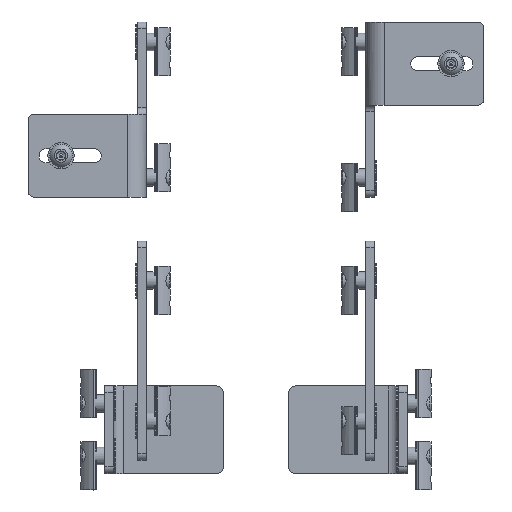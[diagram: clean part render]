
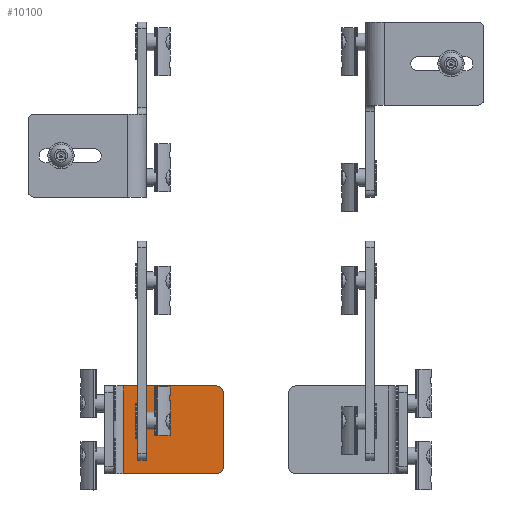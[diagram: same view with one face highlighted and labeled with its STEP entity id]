
A CAD part, top view. The second image highlights one B-rep face of the part: STEP entity #10100.
In plain terms, the highlighted planar face has unit normal (0, 0, 1).
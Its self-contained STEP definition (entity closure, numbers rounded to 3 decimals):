
#9149 = PLANE('',#9150);
#9150 = AXIS2_PLACEMENT_3D('',#9151,#9152,#9153);
#9151 = CARTESIAN_POINT('',(54.,40.,4.));
#9152 = DIRECTION('',(-1.,0.,0.));
#9153 = DIRECTION('',(0.,0.,1.));
#9174 = VERTEX_POINT('',#9175);
#9175 = CARTESIAN_POINT('',(54.,37.,4.));
#9189 = CYLINDRICAL_SURFACE('',#9190,3.);
#9190 = AXIS2_PLACEMENT_3D('',#9191,#9192,#9193);
#9191 = CARTESIAN_POINT('',(51.,37.,5.));
#9192 = DIRECTION('',(0.,0.,-1.));
#9193 = DIRECTION('',(-1.,0.,0.));
#9201 = EDGE_CURVE('',#9174,#9202,#9204,.T.);
#9202 = VERTEX_POINT('',#9203);
#9203 = CARTESIAN_POINT('',(54.,3.,4.));
#9204 = SURFACE_CURVE('',#9205,(#9209,#9216),.PCURVE_S1.);
#9205 = LINE('',#9206,#9207);
#9206 = CARTESIAN_POINT('',(54.,40.,4.));
#9207 = VECTOR('',#9208,1.);
#9208 = DIRECTION('',(0.,-1.,0.));
#9209 = PCURVE('',#9149,#9210);
#9210 = DEFINITIONAL_REPRESENTATION('',(#9211),#9215);
#9211 = LINE('',#9212,#9213);
#9212 = CARTESIAN_POINT('',(0.,0.));
#9213 = VECTOR('',#9214,1.);
#9214 = DIRECTION('',(0.,-1.));
#9215 = ( GEOMETRIC_REPRESENTATION_CONTEXT(2) 
PARAMETRIC_REPRESENTATION_CONTEXT() REPRESENTATION_CONTEXT('2D SPACE',''
  ) );
#9216 = PCURVE('',#9217,#9222);
#9217 = PLANE('',#9218);
#9218 = AXIS2_PLACEMENT_3D('',#9219,#9220,#9221);
#9219 = CARTESIAN_POINT('',(8.5,40.,4.));
#9220 = DIRECTION('',(0.,0.,-1.));
#9221 = DIRECTION('',(-1.,0.,0.));
#9222 = DEFINITIONAL_REPRESENTATION('',(#9223),#9227);
#9223 = LINE('',#9224,#9225);
#9224 = CARTESIAN_POINT('',(-45.5,0.));
#9225 = VECTOR('',#9226,1.);
#9226 = DIRECTION('',(0.,-1.));
#9227 = ( GEOMETRIC_REPRESENTATION_CONTEXT(2) 
PARAMETRIC_REPRESENTATION_CONTEXT() REPRESENTATION_CONTEXT('2D SPACE',''
  ) );
#9243 = CYLINDRICAL_SURFACE('',#9244,3.);
#9244 = AXIS2_PLACEMENT_3D('',#9245,#9246,#9247);
#9245 = CARTESIAN_POINT('',(51.,3.,5.));
#9246 = DIRECTION('',(0.,0.,-1.));
#9247 = DIRECTION('',(-1.,0.,0.));
#9343 = PLANE('',#9344);
#9344 = AXIS2_PLACEMENT_3D('',#9345,#9346,#9347);
#9345 = CARTESIAN_POINT('',(8.5,0.,8.5));
#9346 = DIRECTION('',(0.,1.,0.));
#9347 = DIRECTION('',(0.,-0.,1.));
#9457 = PLANE('',#9458);
#9458 = AXIS2_PLACEMENT_3D('',#9459,#9460,#9461);
#9459 = CARTESIAN_POINT('',(8.5,40.,8.5));
#9460 = DIRECTION('',(0.,1.,0.));
#9461 = DIRECTION('',(0.,-0.,1.));
#9708 = CYLINDRICAL_SURFACE('',#9709,4.5);
#9709 = AXIS2_PLACEMENT_3D('',#9710,#9711,#9712);
#9710 = CARTESIAN_POINT('',(8.5,40.,8.5));
#9711 = DIRECTION('',(0.,-1.,0.));
#9712 = DIRECTION('',(0.,0.,-1.));
#9769 = VERTEX_POINT('',#9770);
#9770 = CARTESIAN_POINT('',(51.,40.,4.));
#9862 = VERTEX_POINT('',#9863);
#9863 = CARTESIAN_POINT('',(8.5,40.,4.));
#9885 = EDGE_CURVE('',#9862,#9769,#9886,.T.);
#9886 = SURFACE_CURVE('',#9887,(#9891,#9898),.PCURVE_S1.);
#9887 = LINE('',#9888,#9889);
#9888 = CARTESIAN_POINT('',(8.5,40.,4.));
#9889 = VECTOR('',#9890,1.);
#9890 = DIRECTION('',(1.,0.,0.));
#9891 = PCURVE('',#9457,#9892);
#9892 = DEFINITIONAL_REPRESENTATION('',(#9893),#9897);
#9893 = LINE('',#9894,#9895);
#9894 = CARTESIAN_POINT('',(-4.5,0.));
#9895 = VECTOR('',#9896,1.);
#9896 = DIRECTION('',(0.,1.));
#9897 = ( GEOMETRIC_REPRESENTATION_CONTEXT(2) 
PARAMETRIC_REPRESENTATION_CONTEXT() REPRESENTATION_CONTEXT('2D SPACE',''
  ) );
#9898 = PCURVE('',#9217,#9899);
#9899 = DEFINITIONAL_REPRESENTATION('',(#9900),#9904);
#9900 = LINE('',#9901,#9902);
#9901 = CARTESIAN_POINT('',(0.,0.));
#9902 = VECTOR('',#9903,1.);
#9903 = DIRECTION('',(-1.,0.));
#9904 = ( GEOMETRIC_REPRESENTATION_CONTEXT(2) 
PARAMETRIC_REPRESENTATION_CONTEXT() REPRESENTATION_CONTEXT('2D SPACE',''
  ) );
#9935 = VERTEX_POINT('',#9936);
#9936 = CARTESIAN_POINT('',(51.,0.,4.));
#9957 = EDGE_CURVE('',#9958,#9935,#9960,.T.);
#9958 = VERTEX_POINT('',#9959);
#9959 = CARTESIAN_POINT('',(8.5,0.,4.));
#9960 = SURFACE_CURVE('',#9961,(#9965,#9972),.PCURVE_S1.);
#9961 = LINE('',#9962,#9963);
#9962 = CARTESIAN_POINT('',(8.5,0.,4.));
#9963 = VECTOR('',#9964,1.);
#9964 = DIRECTION('',(1.,0.,0.));
#9965 = PCURVE('',#9343,#9966);
#9966 = DEFINITIONAL_REPRESENTATION('',(#9967),#9971);
#9967 = LINE('',#9968,#9969);
#9968 = CARTESIAN_POINT('',(-4.5,0.));
#9969 = VECTOR('',#9970,1.);
#9970 = DIRECTION('',(0.,1.));
#9971 = ( GEOMETRIC_REPRESENTATION_CONTEXT(2) 
PARAMETRIC_REPRESENTATION_CONTEXT() REPRESENTATION_CONTEXT('2D SPACE',''
  ) );
#9972 = PCURVE('',#9217,#9973);
#9973 = DEFINITIONAL_REPRESENTATION('',(#9974),#9978);
#9974 = LINE('',#9975,#9976);
#9975 = CARTESIAN_POINT('',(0.,-40.));
#9976 = VECTOR('',#9977,1.);
#9977 = DIRECTION('',(-1.,0.));
#9978 = ( GEOMETRIC_REPRESENTATION_CONTEXT(2) 
PARAMETRIC_REPRESENTATION_CONTEXT() REPRESENTATION_CONTEXT('2D SPACE',''
  ) );
#10079 = EDGE_CURVE('',#9862,#9958,#10080,.T.);
#10080 = SURFACE_CURVE('',#10081,(#10085,#10092),.PCURVE_S1.);
#10081 = LINE('',#10082,#10083);
#10082 = CARTESIAN_POINT('',(8.5,40.,4.));
#10083 = VECTOR('',#10084,1.);
#10084 = DIRECTION('',(0.,-1.,0.));
#10085 = PCURVE('',#9708,#10086);
#10086 = DEFINITIONAL_REPRESENTATION('',(#10087),#10091);
#10087 = LINE('',#10088,#10089);
#10088 = CARTESIAN_POINT('',(6.283,0.));
#10089 = VECTOR('',#10090,1.);
#10090 = DIRECTION('',(0.,1.));
#10091 = ( GEOMETRIC_REPRESENTATION_CONTEXT(2) 
PARAMETRIC_REPRESENTATION_CONTEXT() REPRESENTATION_CONTEXT('2D SPACE',''
  ) );
#10092 = PCURVE('',#9217,#10093);
#10093 = DEFINITIONAL_REPRESENTATION('',(#10094),#10098);
#10094 = LINE('',#10095,#10096);
#10095 = CARTESIAN_POINT('',(0.,0.));
#10096 = VECTOR('',#10097,1.);
#10097 = DIRECTION('',(0.,-1.));
#10098 = ( GEOMETRIC_REPRESENTATION_CONTEXT(2) 
PARAMETRIC_REPRESENTATION_CONTEXT() REPRESENTATION_CONTEXT('2D SPACE',''
  ) );
#10100 = ADVANCED_FACE('',(#10101),#9217,.F.);
#10101 = FACE_BOUND('',#10102,.T.);
#10102 = EDGE_LOOP('',(#10103,#10104,#10126,#10127,#10128,#10129));
#10103 = ORIENTED_EDGE('',*,*,#9201,.F.);
#10104 = ORIENTED_EDGE('',*,*,#10105,.F.);
#10105 = EDGE_CURVE('',#9769,#9174,#10106,.T.);
#10106 = SURFACE_CURVE('',#10107,(#10112,#10119),.PCURVE_S1.);
#10107 = CIRCLE('',#10108,3.);
#10108 = AXIS2_PLACEMENT_3D('',#10109,#10110,#10111);
#10109 = CARTESIAN_POINT('',(51.,37.,4.));
#10110 = DIRECTION('',(0.,0.,-1.));
#10111 = DIRECTION('',(-1.,0.,0.));
#10112 = PCURVE('',#9217,#10113);
#10113 = DEFINITIONAL_REPRESENTATION('',(#10114),#10118);
#10114 = CIRCLE('',#10115,3.);
#10115 = AXIS2_PLACEMENT_2D('',#10116,#10117);
#10116 = CARTESIAN_POINT('',(-42.5,-3.));
#10117 = DIRECTION('',(1.,0.));
#10118 = ( GEOMETRIC_REPRESENTATION_CONTEXT(2) 
PARAMETRIC_REPRESENTATION_CONTEXT() REPRESENTATION_CONTEXT('2D SPACE',''
  ) );
#10119 = PCURVE('',#9189,#10120);
#10120 = DEFINITIONAL_REPRESENTATION('',(#10121),#10125);
#10121 = LINE('',#10122,#10123);
#10122 = CARTESIAN_POINT('',(0.,1.));
#10123 = VECTOR('',#10124,1.);
#10124 = DIRECTION('',(1.,0.));
#10125 = ( GEOMETRIC_REPRESENTATION_CONTEXT(2) 
PARAMETRIC_REPRESENTATION_CONTEXT() REPRESENTATION_CONTEXT('2D SPACE',''
  ) );
#10126 = ORIENTED_EDGE('',*,*,#9885,.F.);
#10127 = ORIENTED_EDGE('',*,*,#10079,.T.);
#10128 = ORIENTED_EDGE('',*,*,#9957,.T.);
#10129 = ORIENTED_EDGE('',*,*,#10130,.F.);
#10130 = EDGE_CURVE('',#9202,#9935,#10131,.T.);
#10131 = SURFACE_CURVE('',#10132,(#10137,#10144),.PCURVE_S1.);
#10132 = CIRCLE('',#10133,3.);
#10133 = AXIS2_PLACEMENT_3D('',#10134,#10135,#10136);
#10134 = CARTESIAN_POINT('',(51.,3.,4.));
#10135 = DIRECTION('',(0.,0.,-1.));
#10136 = DIRECTION('',(-1.,0.,0.));
#10137 = PCURVE('',#9217,#10138);
#10138 = DEFINITIONAL_REPRESENTATION('',(#10139),#10143);
#10139 = CIRCLE('',#10140,3.);
#10140 = AXIS2_PLACEMENT_2D('',#10141,#10142);
#10141 = CARTESIAN_POINT('',(-42.5,-37.));
#10142 = DIRECTION('',(1.,0.));
#10143 = ( GEOMETRIC_REPRESENTATION_CONTEXT(2) 
PARAMETRIC_REPRESENTATION_CONTEXT() REPRESENTATION_CONTEXT('2D SPACE',''
  ) );
#10144 = PCURVE('',#9243,#10145);
#10145 = DEFINITIONAL_REPRESENTATION('',(#10146),#10150);
#10146 = LINE('',#10147,#10148);
#10147 = CARTESIAN_POINT('',(0.,1.));
#10148 = VECTOR('',#10149,1.);
#10149 = DIRECTION('',(1.,0.));
#10150 = ( GEOMETRIC_REPRESENTATION_CONTEXT(2) 
PARAMETRIC_REPRESENTATION_CONTEXT() REPRESENTATION_CONTEXT('2D SPACE',''
  ) );
